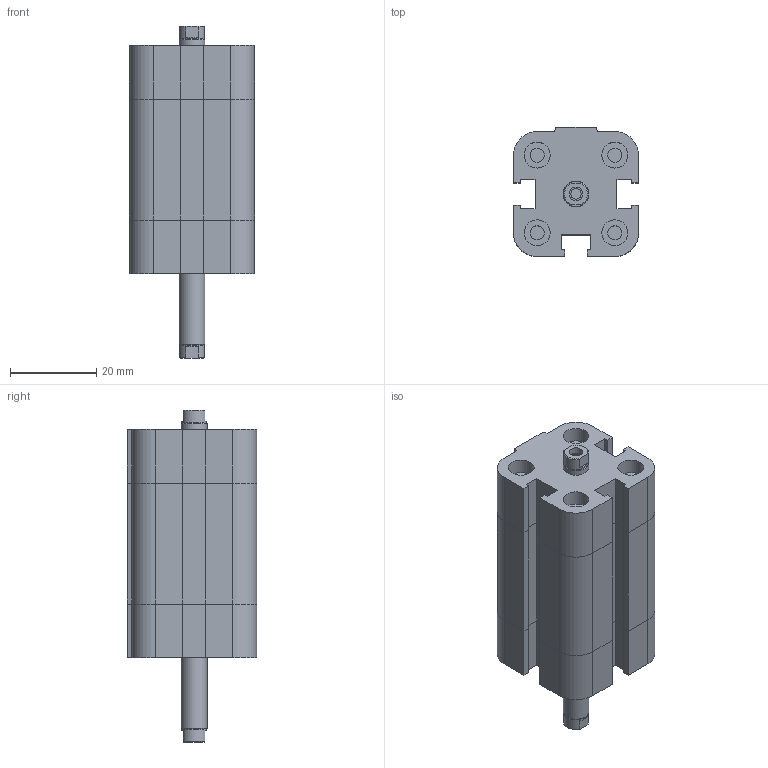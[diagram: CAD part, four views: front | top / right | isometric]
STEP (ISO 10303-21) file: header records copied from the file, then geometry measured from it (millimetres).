
FILE_DESCRIPTION((''),'2;1');
FILE_NAME('1581_12_0015_03_1.iam.stp','2009-04-20T14:39:02',(''),(''),'Autodesk Inventor 2009','Autodesk Inventor 2009','');
FILE_SCHEMA(('AUTOMOTIVE_DESIGN { 1 0 10303 214 1 1 1 1 }'));
Length unit declared in the file: millimetre
Products named in the file (3): 1581_12_0015_03_1; 1581_12_0015_03_1_C; 1561_12_0015_03_1_S
Assembly tree (2 placements, depth 2):
  1581_12_0015_03_1
    1581_12_0015_03_1_C
    1561_12_0015_03_1_S
Bounding box: 29 x 30 x 77 mm (x, y, z)
Volume: 37333 mm3; surface area: 13776.1 mm2
Topology: 2 solids, 2 shells, 174 faces, 379 edges, 231 vertices
Faces by surface type: plane 114, bspline 29, cylinder 25, cone 6
Full cylindrical faces by diameter (mm): 2.459 x1, 3.2 x1, 3.242 x4, 5.8 x2, 6 x5
Entity records: 4758 total; most frequent: CARTESIAN_POINT 1020, DIRECTION 708, ORIENTED_EDGE 676, EDGE_CURVE 338, VECTOR 252, LINE 252, AXIS2_PLACEMENT_3D 228, EDGE_LOOP 226
